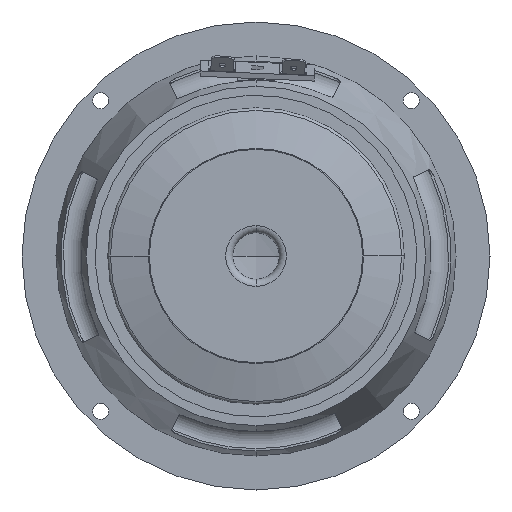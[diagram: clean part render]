
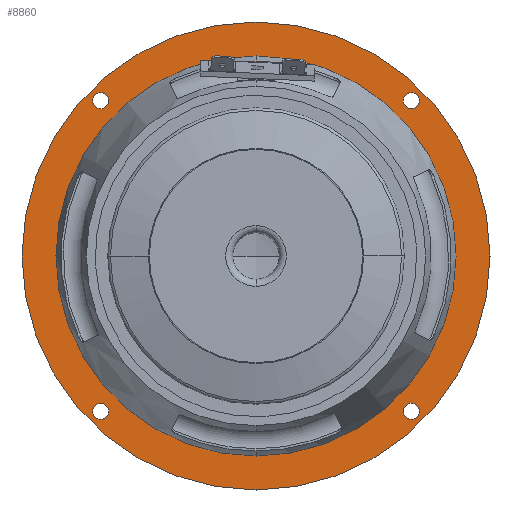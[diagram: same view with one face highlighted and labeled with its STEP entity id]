
A CAD part, front view. The second image highlights one B-rep face of the part: STEP entity #8860.
In plain terms, the highlighted planar face has unit normal (0, -1, 0).
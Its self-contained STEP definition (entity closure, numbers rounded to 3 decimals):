
#436 = CIRCLE ( 'NONE', #9886, 2.25 ) ;
#471 = CARTESIAN_POINT ( 'NONE',  ( 0., 18.796, 56. ) ) ;
#498 = EDGE_LOOP ( 'NONE', ( #14051, #4474 ) ) ;
#622 = CARTESIAN_POINT ( 'NONE',  ( 43.487, 18.796, -43.487 ) ) ;
#813 = CARTESIAN_POINT ( 'NONE',  ( 0., 18.796, -56. ) ) ;
#837 = DIRECTION ( 'NONE',  ( 0., -1., 0. ) ) ;
#854 = DIRECTION ( 'NONE',  ( 0., 0., -1. ) ) ;
#1050 = DIRECTION ( 'NONE',  ( 0., 0., -1. ) ) ;
#1187 = ORIENTED_EDGE ( 'NONE', *, *, #9508, .F. ) ;
#1203 = CARTESIAN_POINT ( 'NONE',  ( 43.487, 18.796, 45.737 ) ) ;
#1292 = DIRECTION ( 'NONE',  ( 0., -1., 0. ) ) ;
#1340 = ORIENTED_EDGE ( 'NONE', *, *, #10680, .T. ) ;
#1420 = CARTESIAN_POINT ( 'NONE',  ( 43.487, 18.796, -45.737 ) ) ;
#1444 = EDGE_CURVE ( 'NONE', #4662, #2954, #14211, .T. ) ;
#1464 = DIRECTION ( 'NONE',  ( 0., -1., 0. ) ) ;
#1520 = VERTEX_POINT ( 'NONE', #1420 ) ;
#1611 = ORIENTED_EDGE ( 'NONE', *, *, #10939, .F. ) ;
#1648 = EDGE_LOOP ( 'NONE', ( #3424, #1611 ) ) ;
#1668 = CIRCLE ( 'NONE', #2946, 2.25 ) ;
#1874 = DIRECTION ( 'NONE',  ( 0., -1., 0. ) ) ;
#1904 = FACE_BOUND ( 'NONE', #498, .T. ) ;
#2027 = DIRECTION ( 'NONE',  ( 0., 0., -1. ) ) ;
#2444 = VERTEX_POINT ( 'NONE', #6089 ) ;
#2946 = AXIS2_PLACEMENT_3D ( 'NONE', #622, #11597, #5454 ) ;
#2953 = VERTEX_POINT ( 'NONE', #813 ) ;
#2954 = VERTEX_POINT ( 'NONE', #15954 ) ;
#3174 = AXIS2_PLACEMENT_3D ( 'NONE', #13424, #837, #14731 ) ;
#3207 = DIRECTION ( 'NONE',  ( 0., -1., 0. ) ) ;
#3225 = AXIS2_PLACEMENT_3D ( 'NONE', #6018, #11090, #8856 ) ;
#3242 = ORIENTED_EDGE ( 'NONE', *, *, #15099, .F. ) ;
#3280 = FACE_BOUND ( 'NONE', #1648, .T. ) ;
#3289 = DIRECTION ( 'NONE',  ( 0., -1., 0. ) ) ;
#3305 = EDGE_LOOP ( 'NONE', ( #5609, #15065 ) ) ;
#3320 = CARTESIAN_POINT ( 'NONE',  ( 0., 18.796, 65.5 ) ) ;
#3351 = FACE_BOUND ( 'NONE', #6342, .T. ) ;
#3424 = ORIENTED_EDGE ( 'NONE', *, *, #7045, .F. ) ;
#3517 = CARTESIAN_POINT ( 'NONE',  ( 43.487, 18.796, 43.487 ) ) ;
#4249 = AXIS2_PLACEMENT_3D ( 'NONE', #7580, #1464, #6572 ) ;
#4352 = VERTEX_POINT ( 'NONE', #5329 ) ;
#4474 = ORIENTED_EDGE ( 'NONE', *, *, #14342, .F. ) ;
#4520 = DIRECTION ( 'NONE',  ( 0., -1., 0. ) ) ;
#4621 = VERTEX_POINT ( 'NONE', #13140 ) ;
#4631 = DIRECTION ( 'NONE',  ( 0., 0., -1. ) ) ;
#4662 = VERTEX_POINT ( 'NONE', #3320 ) ;
#4702 = VERTEX_POINT ( 'NONE', #1203 ) ;
#5156 = VERTEX_POINT ( 'NONE', #10662 ) ;
#5329 = CARTESIAN_POINT ( 'NONE',  ( 43.487, 18.796, 41.237 ) ) ;
#5454 = DIRECTION ( 'NONE',  ( 0., 0., -1. ) ) ;
#5609 = ORIENTED_EDGE ( 'NONE', *, *, #12372, .F. ) ;
#5799 = EDGE_CURVE ( 'NONE', #4352, #4702, #8540, .T. ) ;
#5837 = DIRECTION ( 'NONE',  ( 0., 0., -1. ) ) ;
#6018 = CARTESIAN_POINT ( 'NONE',  ( 43.487, 18.796, 43.487 ) ) ;
#6021 = CIRCLE ( 'NONE', #7365, 2.25 ) ;
#6089 = CARTESIAN_POINT ( 'NONE',  ( -43.487, 18.796, -45.737 ) ) ;
#6342 = EDGE_LOOP ( 'NONE', ( #3242, #11425 ) ) ;
#6421 = AXIS2_PLACEMENT_3D ( 'NONE', #12243, #12150, #5837 ) ;
#6572 = DIRECTION ( 'NONE',  ( 0., 0., -1. ) ) ;
#6963 = DIRECTION ( 'NONE',  ( 0., -1., 0. ) ) ;
#7045 = EDGE_CURVE ( 'NONE', #13939, #2953, #15098, .T. ) ;
#7076 = CARTESIAN_POINT ( 'NONE',  ( 43.487, 18.796, -43.487 ) ) ;
#7205 = CARTESIAN_POINT ( 'NONE',  ( 0., 18.796, 0. ) ) ;
#7337 = DIRECTION ( 'NONE',  ( 0., 0., -1. ) ) ;
#7357 = CIRCLE ( 'NONE', #11589, 2.25 ) ;
#7365 = AXIS2_PLACEMENT_3D ( 'NONE', #7388, #1292, #1050 ) ;
#7388 = CARTESIAN_POINT ( 'NONE',  ( -43.487, 18.796, 43.487 ) ) ;
#7580 = CARTESIAN_POINT ( 'NONE',  ( 0., 18.796, 0. ) ) ;
#8098 = AXIS2_PLACEMENT_3D ( 'NONE', #8393, #14596, #2027 ) ;
#8201 = CARTESIAN_POINT ( 'NONE',  ( -43.487, 18.796, -43.487 ) ) ;
#8238 = AXIS2_PLACEMENT_3D ( 'NONE', #7076, #1874, #8243 ) ;
#8243 = DIRECTION ( 'NONE',  ( 0., 0., -1. ) ) ;
#8362 = CIRCLE ( 'NONE', #8098, 65.5 ) ;
#8380 = EDGE_CURVE ( 'NONE', #1520, #10535, #1668, .T. ) ;
#8393 = CARTESIAN_POINT ( 'NONE',  ( 0., 18.796, 0. ) ) ;
#8431 = FACE_BOUND ( 'NONE', #8443, .T. ) ;
#8443 = EDGE_LOOP ( 'NONE', ( #1187, #9231 ) ) ;
#8469 = EDGE_CURVE ( 'NONE', #5156, #2444, #9326, .T. ) ;
#8540 = CIRCLE ( 'NONE', #3225, 2.25 ) ;
#8756 = ORIENTED_EDGE ( 'NONE', *, *, #1444, .T. ) ;
#8856 = DIRECTION ( 'NONE',  ( 0., 0., -1. ) ) ;
#8860 = ADVANCED_FACE ( 'NONE', ( #1904, #10746, #8431, #3351, #13423, #3280 ), #13332, .T. ) ;
#8876 = CARTESIAN_POINT ( 'NONE',  ( 0., 18.796, 0. ) ) ;
#9231 = ORIENTED_EDGE ( 'NONE', *, *, #5799, .F. ) ;
#9326 = CIRCLE ( 'NONE', #9583, 2.25 ) ;
#9384 = CARTESIAN_POINT ( 'NONE',  ( 43.487, 18.796, -41.237 ) ) ;
#9508 = EDGE_CURVE ( 'NONE', #4702, #4352, #436, .T. ) ;
#9583 = AXIS2_PLACEMENT_3D ( 'NONE', #8201, #6963, #4631 ) ;
#9886 = AXIS2_PLACEMENT_3D ( 'NONE', #3517, #4520, #7337 ) ;
#10327 = CIRCLE ( 'NONE', #8238, 2.25 ) ;
#10535 = VERTEX_POINT ( 'NONE', #9384 ) ;
#10590 = CIRCLE ( 'NONE', #3174, 2.25 ) ;
#10662 = CARTESIAN_POINT ( 'NONE',  ( -43.487, 18.796, -41.237 ) ) ;
#10680 = EDGE_CURVE ( 'NONE', #2954, #4662, #8362, .T. ) ;
#10746 = FACE_BOUND ( 'NONE', #3305, .T. ) ;
#10939 = EDGE_CURVE ( 'NONE', #2953, #13939, #15532, .T. ) ;
#11090 = DIRECTION ( 'NONE',  ( 0., -1., 0. ) ) ;
#11191 = DIRECTION ( 'NONE',  ( 0., 0., -1. ) ) ;
#11425 = ORIENTED_EDGE ( 'NONE', *, *, #8380, .F. ) ;
#11455 = DIRECTION ( 'NONE',  ( 0., 0., -1. ) ) ;
#11589 = AXIS2_PLACEMENT_3D ( 'NONE', #13431, #3289, #11455 ) ;
#11597 = DIRECTION ( 'NONE',  ( 0., -1., 0. ) ) ;
#11758 = CARTESIAN_POINT ( 'NONE',  ( -43.487, 18.796, 41.237 ) ) ;
#12055 = EDGE_CURVE ( 'NONE', #13937, #4621, #7357, .T. ) ;
#12070 = AXIS2_PLACEMENT_3D ( 'NONE', #7205, #3207, #854 ) ;
#12150 = DIRECTION ( 'NONE',  ( 0., -1., 0. ) ) ;
#12243 = CARTESIAN_POINT ( 'NONE',  ( 56., 18.796, 0. ) ) ;
#12372 = EDGE_CURVE ( 'NONE', #4621, #13937, #6021, .T. ) ;
#12943 = EDGE_LOOP ( 'NONE', ( #1340, #8756 ) ) ;
#13140 = CARTESIAN_POINT ( 'NONE',  ( -43.487, 18.796, 45.737 ) ) ;
#13332 = PLANE ( 'NONE',  #6421 ) ;
#13423 = FACE_OUTER_BOUND ( 'NONE', #12943, .T. ) ;
#13424 = CARTESIAN_POINT ( 'NONE',  ( -43.487, 18.796, -43.487 ) ) ;
#13431 = CARTESIAN_POINT ( 'NONE',  ( -43.487, 18.796, 43.487 ) ) ;
#13435 = AXIS2_PLACEMENT_3D ( 'NONE', #8876, #13618, #11191 ) ;
#13618 = DIRECTION ( 'NONE',  ( 0., -1., 0. ) ) ;
#13937 = VERTEX_POINT ( 'NONE', #11758 ) ;
#13939 = VERTEX_POINT ( 'NONE', #471 ) ;
#14051 = ORIENTED_EDGE ( 'NONE', *, *, #8469, .F. ) ;
#14211 = CIRCLE ( 'NONE', #13435, 65.5 ) ;
#14342 = EDGE_CURVE ( 'NONE', #2444, #5156, #10590, .T. ) ;
#14596 = DIRECTION ( 'NONE',  ( 0., -1., 0. ) ) ;
#14731 = DIRECTION ( 'NONE',  ( 0., 0., -1. ) ) ;
#15065 = ORIENTED_EDGE ( 'NONE', *, *, #12055, .F. ) ;
#15098 = CIRCLE ( 'NONE', #4249, 56. ) ;
#15099 = EDGE_CURVE ( 'NONE', #10535, #1520, #10327, .T. ) ;
#15532 = CIRCLE ( 'NONE', #12070, 56. ) ;
#15954 = CARTESIAN_POINT ( 'NONE',  ( 0., 18.796, -65.5 ) ) ;
